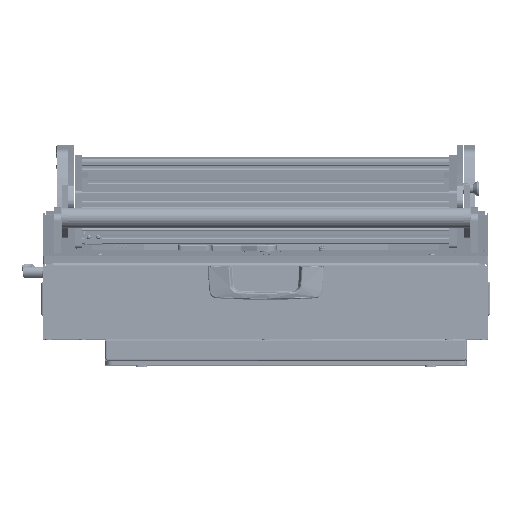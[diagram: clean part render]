
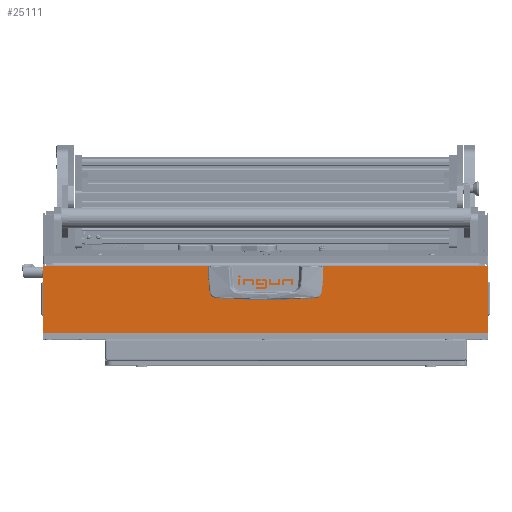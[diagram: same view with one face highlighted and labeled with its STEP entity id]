
A CAD part, top view. The second image highlights one B-rep face of the part: STEP entity #25111.
In plain terms, the highlighted face is planar.
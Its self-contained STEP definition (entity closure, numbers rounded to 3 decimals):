
#2370 = ORIENTED_EDGE ( 'NONE', *, *, #73507, .T. ) ;
#2647 = DIRECTION ( 'NONE',  ( 0., 0., -1. ) ) ;
#3607 = AXIS2_PLACEMENT_3D ( 'NONE', #22999, #159895, #98735 ) ;
#3957 = DIRECTION ( 'NONE',  ( 0., 1., 0. ) ) ;
#7643 = AXIS2_PLACEMENT_3D ( 'NONE', #97072, #22936, #35356 ) ;
#7954 = VECTOR ( 'NONE', #31610, 1000. ) ;
#12845 = VERTEX_POINT ( 'NONE', #49344 ) ;
#13066 = DIRECTION ( 'NONE',  ( 0., 1., 0. ) ) ;
#13486 = DIRECTION ( 'NONE',  ( 0., 1., 0. ) ) ;
#14751 = CARTESIAN_POINT ( 'NONE',  ( -2., -4., 93.86 ) ) ;
#15926 = EDGE_CURVE ( 'NONE', #157103, #71074, #144180, .T. ) ;
#16285 = AXIS2_PLACEMENT_3D ( 'NONE', #107414, #82954, #118327 ) ;
#16759 = VERTEX_POINT ( 'NONE', #74631 ) ;
#18028 = VERTEX_POINT ( 'NONE', #101403 ) ;
#18123 = LINE ( 'NONE', #78086, #43291 ) ;
#18277 = FACE_BOUND ( 'NONE', #96907, .T. ) ;
#22936 = DIRECTION ( 'NONE',  ( -1., 0., 0. ) ) ;
#22999 = CARTESIAN_POINT ( 'NONE',  ( -2., 359., 73.7 ) ) ;
#25111 = ADVANCED_FACE ( 'NONE', ( #58966, #18277, #93793 ), #71058, .F. ) ;
#26165 = CARTESIAN_POINT ( 'NONE',  ( -2., 9., 93.373 ) ) ;
#30589 = VECTOR ( 'NONE', #13066, 1000. ) ;
#30657 = CARTESIAN_POINT ( 'NONE',  ( -2., 599., 93.86 ) ) ;
#31610 = DIRECTION ( 'NONE',  ( 0., 1., 0. ) ) ;
#32887 = CARTESIAN_POINT ( 'NONE',  ( -2., 612., 93.373 ) ) ;
#33163 = CARTESIAN_POINT ( 'NONE',  ( -2., -4., 93.373 ) ) ;
#33638 = ORIENTED_EDGE ( 'NONE', *, *, #118244, .F. ) ;
#35356 = DIRECTION ( 'NONE',  ( 0., -1., 0. ) ) ;
#35768 = ORIENTED_EDGE ( 'NONE', *, *, #75850, .T. ) ;
#38037 = ORIENTED_EDGE ( 'NONE', *, *, #95251, .T. ) ;
#38520 = DIRECTION ( 'NONE',  ( 0., 0., 1. ) ) ;
#39384 = CIRCLE ( 'NONE', #119585, 3. ) ;
#40042 = VERTEX_POINT ( 'NONE', #123846 ) ;
#43291 = VECTOR ( 'NONE', #3957, 1000. ) ;
#43558 = CIRCLE ( 'NONE', #7643, 3. ) ;
#43873 = LINE ( 'NONE', #98071, #123360 ) ;
#44970 = EDGE_CURVE ( 'NONE', #71074, #156620, #93012, .T. ) ;
#45360 = LINE ( 'NONE', #14751, #82138 ) ;
#48536 = ORIENTED_EDGE ( 'NONE', *, *, #100573, .F. ) ;
#49344 = CARTESIAN_POINT ( 'NONE',  ( -2., 356., 73.7 ) ) ;
#50070 = ORIENTED_EDGE ( 'NONE', *, *, #96541, .F. ) ;
#50166 = LINE ( 'NONE', #135735, #120069 ) ;
#51931 = DIRECTION ( 'NONE',  ( 0., 1., 0. ) ) ;
#53972 = VERTEX_POINT ( 'NONE', #130737 ) ;
#58868 = CIRCLE ( 'NONE', #114916, 2. ) ;
#58966 = FACE_BOUND ( 'NONE', #116077, .T. ) ;
#59053 = VECTOR ( 'NONE', #140664, 1000. ) ;
#60260 = VERTEX_POINT ( 'NONE', #135114 ) ;
#65314 = ORIENTED_EDGE ( 'NONE', *, *, #147068, .F. ) ;
#65856 = EDGE_CURVE ( 'NONE', #125738, #116527, #83404, .T. ) ;
#66973 = ORIENTED_EDGE ( 'NONE', *, *, #15926, .T. ) ;
#67856 = CARTESIAN_POINT ( 'NONE',  ( -2., -4., 93.373 ) ) ;
#69636 = CARTESIAN_POINT ( 'NONE',  ( -2., 612., 2. ) ) ;
#71058 = PLANE ( 'NONE',  #16285 ) ;
#71074 = VERTEX_POINT ( 'NONE', #69636 ) ;
#71276 = AXIS2_PLACEMENT_3D ( 'NONE', #157406, #83162, #147211 ) ;
#72053 = EDGE_CURVE ( 'NONE', #148824, #157103, #18123, .T. ) ;
#73507 = EDGE_CURVE ( 'NONE', #151650, #40042, #58868, .T. ) ;
#74415 = DIRECTION ( 'NONE',  ( 0., 1., 0. ) ) ;
#74631 = CARTESIAN_POINT ( 'NONE',  ( -2., 252., 73.7 ) ) ;
#75336 = CIRCLE ( 'NONE', #153158, 3. ) ;
#75850 = EDGE_CURVE ( 'NONE', #18028, #60260, #50166, .T. ) ;
#77326 = CARTESIAN_POINT ( 'NONE',  ( -2., 612., 93.86 ) ) ;
#78086 = CARTESIAN_POINT ( 'NONE',  ( -2., -4., 93.373 ) ) ;
#78817 = ORIENTED_EDGE ( 'NONE', *, *, #158442, .F. ) ;
#82138 = VECTOR ( 'NONE', #100817, 1000. ) ;
#82954 = DIRECTION ( 'NONE',  ( 1., 0., 0. ) ) ;
#83162 = DIRECTION ( 'NONE',  ( -1., 0., 0. ) ) ;
#83404 = LINE ( 'NONE', #67856, #7954 ) ;
#87590 = CARTESIAN_POINT ( 'NONE',  ( -2., 249., 73.7 ) ) ;
#88412 = EDGE_CURVE ( 'NONE', #60260, #148824, #140739, .T. ) ;
#92326 = EDGE_LOOP ( 'NONE', ( #106057, #159659, #38037, #35768, #100417, #101456, #66973, #147517, #65314, #2370 ) ) ;
#92572 = LINE ( 'NONE', #111062, #30589 ) ;
#93012 = CIRCLE ( 'NONE', #71276, 2. ) ;
#93793 = FACE_OUTER_BOUND ( 'NONE', #92326, .T. ) ;
#95251 = EDGE_CURVE ( 'NONE', #116527, #18028, #43873, .T. ) ;
#96541 = EDGE_CURVE ( 'NONE', #53972, #16759, #39384, .T. ) ;
#96907 = EDGE_LOOP ( 'NONE', ( #78817, #33638 ) ) ;
#97072 = CARTESIAN_POINT ( 'NONE',  ( -2., 359., 73.7 ) ) ;
#97189 = CARTESIAN_POINT ( 'NONE',  ( -2., -2., 2. ) ) ;
#97573 = VECTOR ( 'NONE', #2647, 1000. ) ;
#98071 = CARTESIAN_POINT ( 'NONE',  ( -2., 9., 93.86 ) ) ;
#98735 = DIRECTION ( 'NONE',  ( 0., -1., 0. ) ) ;
#99544 = DIRECTION ( 'NONE',  ( -1., 0., 0. ) ) ;
#100417 = ORIENTED_EDGE ( 'NONE', *, *, #88412, .T. ) ;
#100573 = EDGE_CURVE ( 'NONE', #16759, #53972, #75336, .T. ) ;
#100817 = DIRECTION ( 'NONE',  ( 0., 0., -1. ) ) ;
#101403 = CARTESIAN_POINT ( 'NONE',  ( -2., 9., 93.86 ) ) ;
#101456 = ORIENTED_EDGE ( 'NONE', *, *, #72053, .T. ) ;
#103878 = CARTESIAN_POINT ( 'NONE',  ( -2., 599., 93.373 ) ) ;
#106057 = ORIENTED_EDGE ( 'NONE', *, *, #134966, .F. ) ;
#107414 = CARTESIAN_POINT ( 'NONE',  ( -2., -4., 93.86 ) ) ;
#109735 = CARTESIAN_POINT ( 'NONE',  ( -2., 362., 73.7 ) ) ;
#111062 = CARTESIAN_POINT ( 'NONE',  ( -2., -4., 0. ) ) ;
#111304 = DIRECTION ( 'NONE',  ( 0., 1., 0. ) ) ;
#114916 = AXIS2_PLACEMENT_3D ( 'NONE', #97189, #159430, #111304 ) ;
#116077 = EDGE_LOOP ( 'NONE', ( #50070, #48536 ) ) ;
#116527 = VERTEX_POINT ( 'NONE', #26165 ) ;
#118244 = EDGE_CURVE ( 'NONE', #140347, #12845, #43558, .T. ) ;
#118327 = DIRECTION ( 'NONE',  ( 0., 1., 0. ) ) ;
#119585 = AXIS2_PLACEMENT_3D ( 'NONE', #148957, #138701, #51931 ) ;
#120069 = VECTOR ( 'NONE', #74415, 1000. ) ;
#123360 = VECTOR ( 'NONE', #38520, 1000. ) ;
#123543 = CARTESIAN_POINT ( 'NONE',  ( -2., 610., 0. ) ) ;
#123846 = CARTESIAN_POINT ( 'NONE',  ( -2., -4., 2. ) ) ;
#125738 = VERTEX_POINT ( 'NONE', #33163 ) ;
#130737 = CARTESIAN_POINT ( 'NONE',  ( -2., 246., 73.7 ) ) ;
#131300 = CARTESIAN_POINT ( 'NONE',  ( -2., -2., 0. ) ) ;
#134966 = EDGE_CURVE ( 'NONE', #125738, #40042, #45360, .T. ) ;
#135114 = CARTESIAN_POINT ( 'NONE',  ( -2., 599., 93.86 ) ) ;
#135735 = CARTESIAN_POINT ( 'NONE',  ( -2., -4., 93.86 ) ) ;
#136690 = CIRCLE ( 'NONE', #3607, 3. ) ;
#138701 = DIRECTION ( 'NONE',  ( -1., 0., 0. ) ) ;
#140347 = VERTEX_POINT ( 'NONE', #109735 ) ;
#140664 = DIRECTION ( 'NONE',  ( 0., 0., -1. ) ) ;
#140739 = LINE ( 'NONE', #30657, #59053 ) ;
#144180 = LINE ( 'NONE', #77326, #97573 ) ;
#147068 = EDGE_CURVE ( 'NONE', #151650, #156620, #92572, .T. ) ;
#147211 = DIRECTION ( 'NONE',  ( 0., 1., 0. ) ) ;
#147517 = ORIENTED_EDGE ( 'NONE', *, *, #44970, .T. ) ;
#148824 = VERTEX_POINT ( 'NONE', #103878 ) ;
#148957 = CARTESIAN_POINT ( 'NONE',  ( -2., 249., 73.7 ) ) ;
#151650 = VERTEX_POINT ( 'NONE', #131300 ) ;
#153158 = AXIS2_PLACEMENT_3D ( 'NONE', #87590, #99544, #13486 ) ;
#156620 = VERTEX_POINT ( 'NONE', #123543 ) ;
#157103 = VERTEX_POINT ( 'NONE', #32887 ) ;
#157406 = CARTESIAN_POINT ( 'NONE',  ( -2., 610., 2. ) ) ;
#158442 = EDGE_CURVE ( 'NONE', #12845, #140347, #136690, .T. ) ;
#159430 = DIRECTION ( 'NONE',  ( -1., 0., 0. ) ) ;
#159659 = ORIENTED_EDGE ( 'NONE', *, *, #65856, .T. ) ;
#159895 = DIRECTION ( 'NONE',  ( -1., 0., 0. ) ) ;
